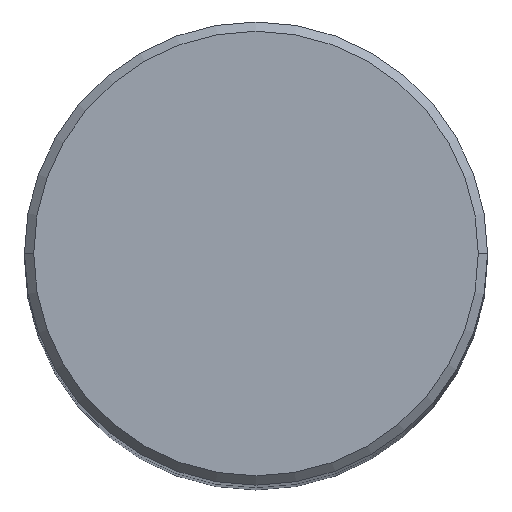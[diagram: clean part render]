
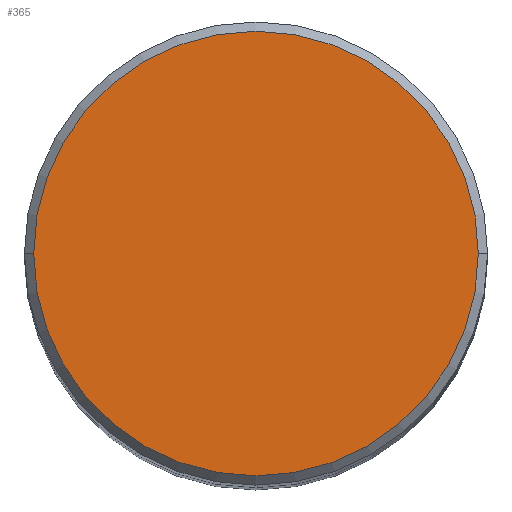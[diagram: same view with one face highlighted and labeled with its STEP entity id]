
A CAD part, top view. The second image highlights one B-rep face of the part: STEP entity #365.
In plain terms, the highlighted planar face has unit normal (0, 0, 1).
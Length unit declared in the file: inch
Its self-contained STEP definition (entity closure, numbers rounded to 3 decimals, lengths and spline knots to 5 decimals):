
#31 = VERTEX_POINT ( 'NONE', #259 ) ;
#56 = DIRECTION ( 'NONE',  ( 0., 0., -1. ) ) ;
#78 = CARTESIAN_POINT ( 'NONE',  ( 0., 0.48, 0. ) ) ;
#97 = CARTESIAN_POINT ( 'NONE',  ( 0., 0., 0. ) ) ;
#100 = FACE_OUTER_BOUND ( 'NONE', #224, .T. ) ;
#149 = DIRECTION ( 'NONE',  ( 1., 0., 0. ) ) ;
#153 = EDGE_CURVE ( 'NONE', #197, #31, #229, .T. ) ;
#157 = ORIENTED_EDGE ( 'NONE', *, *, #223, .T. ) ;
#178 = DIRECTION ( 'NONE',  ( 0., 0., 1. ) ) ;
#197 = VERTEX_POINT ( 'NONE', #346 ) ;
#198 = AXIS2_PLACEMENT_3D ( 'NONE', #97, #290, #235 ) ;
#204 = CIRCLE ( 'NONE', #198, 0.48 ) ;
#205 = CARTESIAN_POINT ( 'NONE',  ( 0., 0., 0. ) ) ;
#216 = PLANE ( 'NONE',  #349 ) ;
#223 = EDGE_CURVE ( 'NONE', #31, #197, #204, .T. ) ;
#224 = EDGE_LOOP ( 'NONE', ( #298, #157 ) ) ;
#229 = CIRCLE ( 'NONE', #233, 0.48 ) ;
#233 = AXIS2_PLACEMENT_3D ( 'NONE', #205, #178, #149 ) ;
#235 = DIRECTION ( 'NONE',  ( 1., 0., 0. ) ) ;
#259 = CARTESIAN_POINT ( 'NONE',  ( 0.48, 0., 0. ) ) ;
#290 = DIRECTION ( 'NONE',  ( 0., 0., 1. ) ) ;
#298 = ORIENTED_EDGE ( 'NONE', *, *, #153, .T. ) ;
#331 = DIRECTION ( 'NONE',  ( -1., 0., 0. ) ) ;
#346 = CARTESIAN_POINT ( 'NONE',  ( -0.48, 0., 0. ) ) ;
#349 = AXIS2_PLACEMENT_3D ( 'NONE', #78, #56, #331 ) ;
#365 = ADVANCED_FACE ( 'NONE', ( #100 ), #216, .F. ) ;
